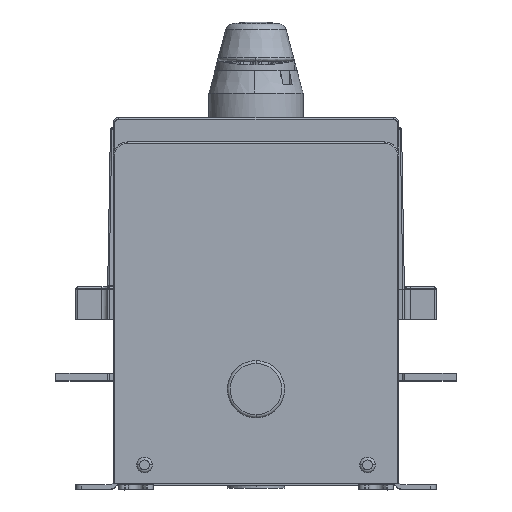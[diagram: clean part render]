
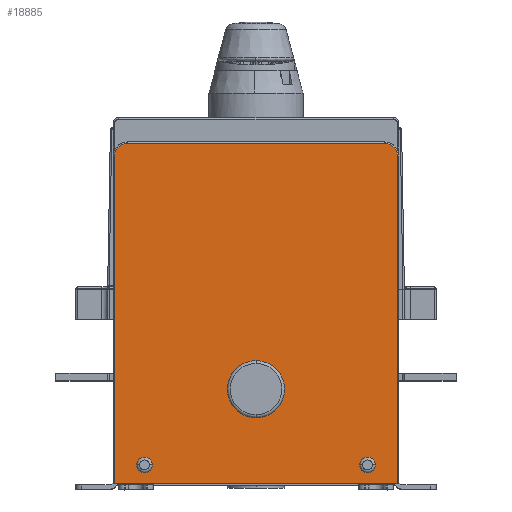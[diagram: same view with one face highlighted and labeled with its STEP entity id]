
A CAD part, top view. The second image highlights one B-rep face of the part: STEP entity #18885.
In plain terms, the highlighted planar face has unit normal (0, 0, 1).
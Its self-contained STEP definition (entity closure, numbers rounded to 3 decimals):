
#552=DIRECTION('',(-1.,0.,0.));
#553=VECTOR('',#552,99.);
#554=CARTESIAN_POINT('',(-10.025,-42.789,122.551));
#555=LINE('',#554,#553);
#885=CARTESIAN_POINT('',(-104.525,71.711,122.551));
#886=DIRECTION('',(0.,0.,1.));
#887=DIRECTION('',(0.,1.,0.));
#888=AXIS2_PLACEMENT_3D('',#885,#886,#887);
#890=DIRECTION('',(-1.,0.,0.));
#891=VECTOR('',#890,90.);
#892=CARTESIAN_POINT('',(-14.525,76.211,122.551));
#893=LINE('',#892,#891);
#894=CARTESIAN_POINT('',(-14.525,71.711,122.551));
#895=DIRECTION('',(0.,0.,1.));
#896=DIRECTION('',(1.,0.,0.));
#897=AXIS2_PLACEMENT_3D('',#894,#895,#896);
#899=DIRECTION('',(0.,1.,0.));
#900=VECTOR('',#899,114.5);
#901=CARTESIAN_POINT('',(-10.025,-42.789,122.551));
#902=LINE('',#901,#900);
#903=CARTESIAN_POINT('',(-59.525,-9.789,122.551));
#904=DIRECTION('',(0.,0.,-1.));
#905=DIRECTION('',(0.,-1.,0.));
#906=AXIS2_PLACEMENT_3D('',#903,#904,#905);
#908=CARTESIAN_POINT('',(-59.525,-9.789,122.551));
#909=DIRECTION('',(0.,0.,-1.));
#910=DIRECTION('',(0.,1.,0.));
#911=AXIS2_PLACEMENT_3D('',#908,#909,#910);
#913=CARTESIAN_POINT('',(-20.525,-36.289,122.551));
#914=DIRECTION('',(0.,0.,-1.));
#915=DIRECTION('',(1.,0.,0.));
#916=AXIS2_PLACEMENT_3D('',#913,#914,#915);
#918=CARTESIAN_POINT('',(-20.525,-36.289,122.551));
#919=DIRECTION('',(0.,0.,-1.));
#920=DIRECTION('',(-1.,0.,0.));
#921=AXIS2_PLACEMENT_3D('',#918,#919,#920);
#923=CARTESIAN_POINT('',(-98.525,-36.289,122.551));
#924=DIRECTION('',(0.,0.,-1.));
#925=DIRECTION('',(-1.,0.,0.));
#926=AXIS2_PLACEMENT_3D('',#923,#924,#925);
#928=CARTESIAN_POINT('',(-98.525,-36.289,122.551));
#929=DIRECTION('',(0.,0.,-1.));
#930=DIRECTION('',(1.,0.,0.));
#931=AXIS2_PLACEMENT_3D('',#928,#929,#930);
#933=DIRECTION('',(0.,1.,0.));
#934=VECTOR('',#933,114.5);
#935=CARTESIAN_POINT('',(-109.025,-42.789,122.551));
#936=LINE('',#935,#934);
#15781=CARTESIAN_POINT('',(-104.525,76.211,
122.551));
#15782=CARTESIAN_POINT('',(-109.025,71.711,
122.551));
#15783=VERTEX_POINT('',#15781);
#15784=VERTEX_POINT('',#15782);
#15897=CARTESIAN_POINT('',(-10.025,-42.789,
122.551));
#15899=VERTEX_POINT('',#15897);
#15900=CARTESIAN_POINT('',(-10.025,71.711,
122.551));
#15901=VERTEX_POINT('',#15900);
#15902=CARTESIAN_POINT('',(-14.525,76.211,
122.551));
#15903=VERTEX_POINT('',#15902);
#15904=CARTESIAN_POINT('',(-109.025,-42.789,
122.551));
#15905=VERTEX_POINT('',#15904);
#16109=CARTESIAN_POINT('',(-101.275,-36.289,
122.551));
#16110=VERTEX_POINT('',#16109);
#16111=CARTESIAN_POINT('',(-95.775,-36.289,
122.551));
#16112=VERTEX_POINT('',#16111);
#16120=CARTESIAN_POINT('',(-17.775,-36.289,
122.551));
#16121=VERTEX_POINT('',#16120);
#16122=CARTESIAN_POINT('',(-23.275,-36.289,
122.551));
#16123=VERTEX_POINT('',#16122);
#16124=CARTESIAN_POINT('',(-59.525,-19.789,
122.551));
#16125=VERTEX_POINT('',#16124);
#16126=CARTESIAN_POINT('',(-59.525,0.211,
122.551));
#16127=VERTEX_POINT('',#16126);
#18850=CARTESIAN_POINT('',(-59.525,16.711,
122.551));
#18851=DIRECTION('',(0.,0.,1.));
#18852=DIRECTION('',(-1.,0.,0.));
#18853=AXIS2_PLACEMENT_3D('',#18850,#18851,#18852);
#18854=PLANE('',#18853);
#18856=ORIENTED_EDGE('',*,*,#18855,.F.);
#18858=ORIENTED_EDGE('',*,*,#18857,.F.);
#18860=ORIENTED_EDGE('',*,*,#18859,.F.);
#18861=ORIENTED_EDGE('',*,*,#18835,.F.);
#18862=ORIENTED_EDGE('',*,*,#18309,.T.);
#18864=ORIENTED_EDGE('',*,*,#18863,.T.);
#18865=EDGE_LOOP('',(#18856,#18858,#18860,#18861,#18862,#18864));
#18866=FACE_OUTER_BOUND('',#18865,.F.);
#18868=ORIENTED_EDGE('',*,*,#18867,.F.);
#18870=ORIENTED_EDGE('',*,*,#18869,.F.);
#18871=EDGE_LOOP('',(#18868,#18870));
#18872=FACE_BOUND('',#18871,.F.);
#18874=ORIENTED_EDGE('',*,*,#18873,.F.);
#18876=ORIENTED_EDGE('',*,*,#18875,.F.);
#18877=EDGE_LOOP('',(#18874,#18876));
#18878=FACE_BOUND('',#18877,.F.);
#18880=ORIENTED_EDGE('',*,*,#18879,.F.);
#18882=ORIENTED_EDGE('',*,*,#18881,.F.);
#18883=EDGE_LOOP('',(#18880,#18882));
#18884=FACE_BOUND('',#18883,.F.);
#889=CIRCLE('',#888,4.5);
#898=CIRCLE('',#897,4.5);
#907=CIRCLE('',#906,10.);
#912=CIRCLE('',#911,10.);
#917=CIRCLE('',#916,2.75);
#922=CIRCLE('',#921,2.75);
#927=CIRCLE('',#926,2.75);
#932=CIRCLE('',#931,2.75);
#18309=EDGE_CURVE('',#15899,#15905,#555,.T.);
#18835=EDGE_CURVE('',#15899,#15901,#902,.T.);
#18855=EDGE_CURVE('',#15783,#15784,#889,.T.);
#18857=EDGE_CURVE('',#15903,#15783,#893,.T.);
#18859=EDGE_CURVE('',#15901,#15903,#898,.T.);
#18863=EDGE_CURVE('',#15905,#15784,#936,.T.);
#18867=EDGE_CURVE('',#16125,#16127,#907,.T.);
#18869=EDGE_CURVE('',#16127,#16125,#912,.T.);
#18873=EDGE_CURVE('',#16121,#16123,#917,.T.);
#18875=EDGE_CURVE('',#16123,#16121,#922,.T.);
#18879=EDGE_CURVE('',#16110,#16112,#927,.T.);
#18881=EDGE_CURVE('',#16112,#16110,#932,.T.);
#18885=ADVANCED_FACE('',(#18866,#18872,#18878,#18884),#18854,.T.);
